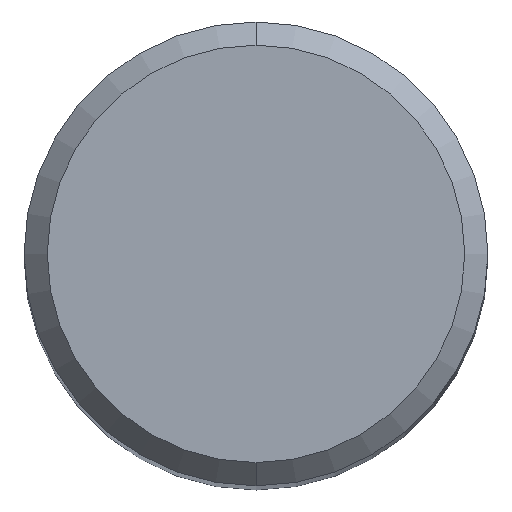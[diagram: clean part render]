
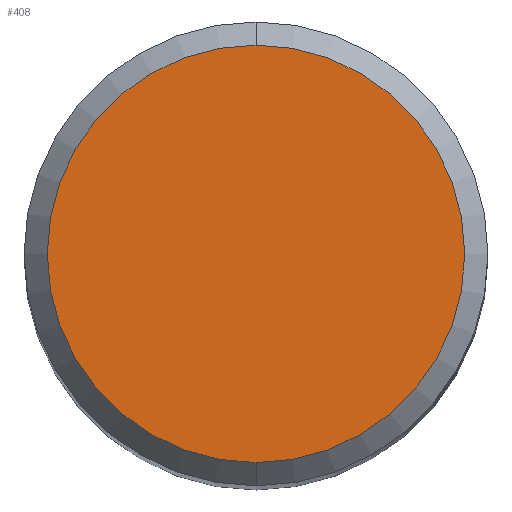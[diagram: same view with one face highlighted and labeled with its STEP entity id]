
A CAD part, top view. The second image highlights one B-rep face of the part: STEP entity #408.
In plain terms, the highlighted planar face has unit normal (0, 0, 1).
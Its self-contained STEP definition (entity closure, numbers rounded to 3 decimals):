
#270=EDGE_CURVE('',#430,#378,#584,.T.);
#374=EDGE_CURVE('',#378,#430,#697,.T.);
#378=VERTEX_POINT('',#701);
#408=ADVANCED_FACE('',(#735),#736,.T.);
#430=VERTEX_POINT('',#759);
#584=CIRCLE('',#987,3.6);
#697=CIRCLE('',#1280,3.6);
#701=CARTESIAN_POINT('',(0.0,3.6,0.0));
#735=FACE_OUTER_BOUND('',#1365,.T.);
#736=PLANE('',#1366);
#759=CARTESIAN_POINT('',(0.,-3.6,0.0));
#987=AXIS2_PLACEMENT_3D('',#1581,#1582,#1583);
#1280=AXIS2_PLACEMENT_3D('',#1689,#1690,#1691);
#1365=EDGE_LOOP('',(#1733,#1734));
#1366=AXIS2_PLACEMENT_3D('',#1735,#1736,#1737);
#1581=CARTESIAN_POINT('',(0.0,0.0,0.0));
#1582=DIRECTION('',(0.0,0.0,-1.0));
#1583=DIRECTION('',(0.0,1.0,0.0));
#1689=CARTESIAN_POINT('',(0.0,0.0,0.0));
#1690=DIRECTION('',(0.0,0.0,-1.0));
#1691=DIRECTION('',(0.0,1.0,0.0));
#1733=ORIENTED_EDGE('',*,*,#374,.F.);
#1734=ORIENTED_EDGE('',*,*,#270,.F.);
#1735=CARTESIAN_POINT('',(0.0,1.8,0.0));
#1736=DIRECTION('',(-0.0,0.0,1.0));
#1737=DIRECTION('',(0.0,-1.0,0.0));
